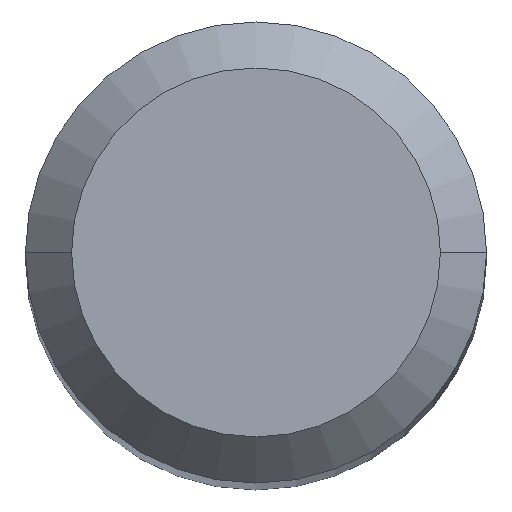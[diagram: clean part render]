
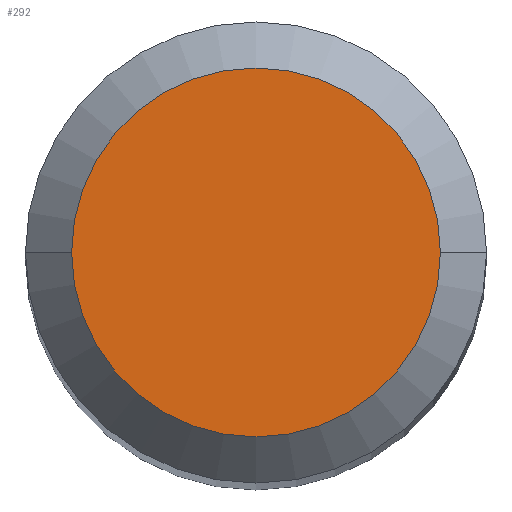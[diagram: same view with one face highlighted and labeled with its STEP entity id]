
A CAD part, top view. The second image highlights one B-rep face of the part: STEP entity #292.
In plain terms, the highlighted planar face has unit normal (0, 0, 1).
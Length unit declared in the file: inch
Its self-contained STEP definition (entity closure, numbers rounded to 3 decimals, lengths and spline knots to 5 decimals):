
#11 = CARTESIAN_POINT ( 'NONE',  ( 0., 0., 0. ) ) ;
#41 = DIRECTION ( 'NONE',  ( 1., 0., 0. ) ) ;
#42 = CIRCLE ( 'NONE', #250, 0.04724 ) ;
#70 = VERTEX_POINT ( 'NONE', #356 ) ;
#73 = FACE_OUTER_BOUND ( 'NONE', #234, .T. ) ;
#107 = CIRCLE ( 'NONE', #156, 0.04724 ) ;
#155 = CARTESIAN_POINT ( 'NONE',  ( 0., 0., 0. ) ) ;
#156 = AXIS2_PLACEMENT_3D ( 'NONE', #11, #415, #160 ) ;
#160 = DIRECTION ( 'NONE',  ( 1., 0., 0. ) ) ;
#185 = ORIENTED_EDGE ( 'NONE', *, *, #210, .T. ) ;
#210 = EDGE_CURVE ( 'NONE', #70, #379, #107, .T. ) ;
#227 = PLANE ( 'NONE',  #463 ) ;
#234 = EDGE_LOOP ( 'NONE', ( #257, #185 ) ) ;
#244 = CARTESIAN_POINT ( 'NONE',  ( -0.04724, 0., 0. ) ) ;
#250 = AXIS2_PLACEMENT_3D ( 'NONE', #155, #259, #41 ) ;
#257 = ORIENTED_EDGE ( 'NONE', *, *, #293, .T. ) ;
#259 = DIRECTION ( 'NONE',  ( 0., 0., 1. ) ) ;
#262 = DIRECTION ( 'NONE',  ( -1., 0., 0. ) ) ;
#292 = ADVANCED_FACE ( 'NONE', ( #73 ), #227, .F. ) ;
#293 = EDGE_CURVE ( 'NONE', #379, #70, #42, .T. ) ;
#305 = CARTESIAN_POINT ( 'NONE',  ( 0., 0., 0. ) ) ;
#356 = CARTESIAN_POINT ( 'NONE',  ( 0.04724, 0., 0. ) ) ;
#379 = VERTEX_POINT ( 'NONE', #244 ) ;
#390 = DIRECTION ( 'NONE',  ( 0., 0., -1. ) ) ;
#415 = DIRECTION ( 'NONE',  ( 0., 0., 1. ) ) ;
#463 = AXIS2_PLACEMENT_3D ( 'NONE', #305, #390, #262 ) ;
